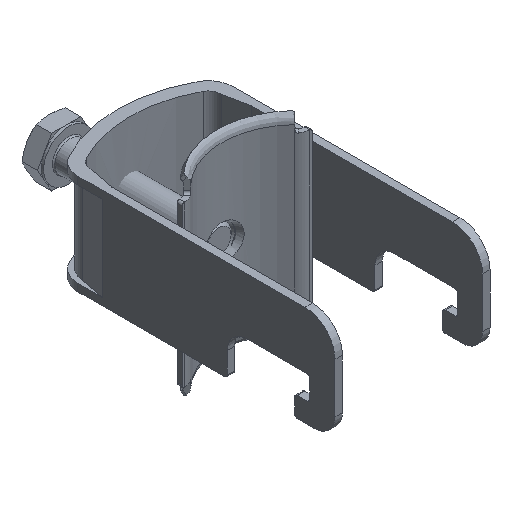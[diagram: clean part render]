
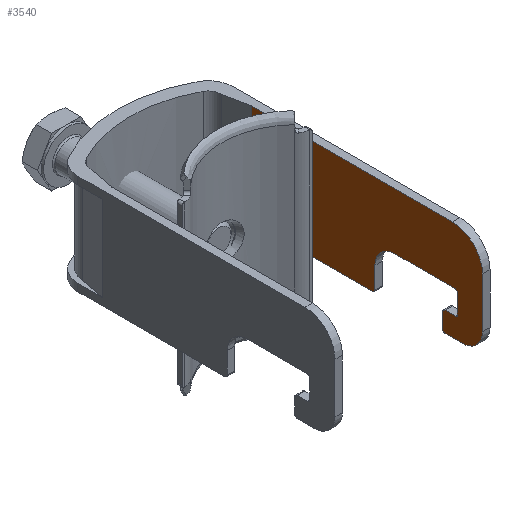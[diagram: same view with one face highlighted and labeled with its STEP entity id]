
A CAD part, isometric view. The second image highlights one B-rep face of the part: STEP entity #3540.
In plain terms, the highlighted planar face has unit normal (-1, 0, 0).
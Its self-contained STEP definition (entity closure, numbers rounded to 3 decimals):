
#126 = CARTESIAN_POINT ( 'NONE',  ( 14., 51., 9.5 ) ) ;
#145 = CARTESIAN_POINT ( 'NONE',  ( 14., 51.5, 6. ) ) ;
#146 = CARTESIAN_POINT ( 'NONE',  ( 14., 53.6, 6. ) ) ;
#148 = CARTESIAN_POINT ( 'NONE',  ( 14., 54., 1.85 ) ) ;
#150 = CARTESIAN_POINT ( 'NONE',  ( 14., 41.497, 1.25 ) ) ;
#151 = CARTESIAN_POINT ( 'NONE',  ( 14., 54., 5.6 ) ) ;
#152 = CARTESIAN_POINT ( 'NONE',  ( 14., 37.5, 5.247 ) ) ;
#153 = CARTESIAN_POINT ( 'NONE',  ( 14., 37.5, 9.5 ) ) ;
#155 = CARTESIAN_POINT ( 'NONE',  ( 14., 53.4, 1.25 ) ) ;
#159 = CARTESIAN_POINT ( 'NONE',  ( 14., 51., 6.5 ) ) ;
#168 = CARTESIAN_POINT ( 'NONE',  ( 14., 37., 10. ) ) ;
#176 = CARTESIAN_POINT ( 'NONE',  ( 14., 12.816, 10. ) ) ;
#215 = CARTESIAN_POINT ( 'NONE',  ( 14., 59., -4. ) ) ;
#217 = CARTESIAN_POINT ( 'NONE',  ( 14., 59., 6. ) ) ;
#219 = CARTESIAN_POINT ( 'NONE',  ( 14., 12.816, -10. ) ) ;
#230 = CARTESIAN_POINT ( 'NONE',  ( 14., 55., 10. ) ) ;
#231 = CARTESIAN_POINT ( 'NONE',  ( 14., 51.5, 10. ) ) ;
#232 = CARTESIAN_POINT ( 'NONE',  ( 14., 53., -10. ) ) ;
#581 = AXIS2_PLACEMENT_3D ( 'NONE', #1196, #1205, #1206 ) ;
#786 = EDGE_CURVE ( 'NONE', #3114, #3113, #2802, .T. ) ;
#801 = EDGE_CURVE ( 'NONE', #3102, #3115, #2779, .T. ) ;
#802 = EDGE_CURVE ( 'NONE', #3100, #3098, #2776, .T. ) ;
#863 = EDGE_CURVE ( 'NONE', #3059, #3051, #2679, .T. ) ;
#885 = EDGE_CURVE ( 'NONE', #3113, #3100, #2646, .T. ) ;
#886 = EDGE_CURVE ( 'NONE', #3115, #3098, #2644, .T. ) ;
#887 = EDGE_CURVE ( 'NONE', #3102, #3059, #2643, .T. ) ;
#888 = EDGE_CURVE ( 'NONE', #3036, #3051, #2642, .T. ) ;
#889 = EDGE_CURVE ( 'NONE', #3035, #3036, #2640, .T. ) ;
#890 = EDGE_CURVE ( 'NONE', #3035, #3033, #2639, .T. ) ;
#891 = EDGE_CURVE ( 'NONE', #3038, #3033, #2637, .T. ) ;
#892 = EDGE_CURVE ( 'NONE', #3038, #3031, #2636, .T. ) ;
#893 = EDGE_CURVE ( 'NONE', #3034, #3031, #2634, .T. ) ;
#894 = EDGE_CURVE ( 'NONE', #3034, #3029, #2633, .T. ) ;
#895 = EDGE_CURVE ( 'NONE', #3029, #3028, #2631, .T. ) ;
#896 = EDGE_CURVE ( 'NONE', #3042, #3028, #2630, .T. ) ;
#897 = EDGE_CURVE ( 'NONE', #3042, #3027, #2628, .T. ) ;
#898 = EDGE_CURVE ( 'NONE', #3114, #3027, #2627, .T. ) ;
#1040 = CARTESIAN_POINT ( 'NONE',  ( 14., 53.6, 5.6 ) ) ;
#1196 = CARTESIAN_POINT ( 'NONE',  ( 14., 59., 10. ) ) ;
#1203 = PLANE ( 'NONE',  #581 ) ;
#1205 = DIRECTION ( 'NONE',  ( -1., 0., 0. ) ) ;
#1206 = DIRECTION ( 'NONE',  ( 0., -1., 0. ) ) ;
#1625 = DIRECTION ( 'NONE',  ( 1., 0., 0. ) ) ;
#1626 = CARTESIAN_POINT ( 'NONE',  ( 14., 51., 10. ) ) ;
#1627 = DIRECTION ( 'NONE',  ( 0., -1., 0. ) ) ;
#1628 = CARTESIAN_POINT ( 'NONE',  ( 14., 53.4, 1.85 ) ) ;
#1629 = CARTESIAN_POINT ( 'NONE',  ( 14., 59., 1.25 ) ) ;
#1630 = CARTESIAN_POINT ( 'NONE',  ( 14., 37., 9.5 ) ) ;
#1631 = DIRECTION ( 'NONE',  ( 0., -1., 0. ) ) ;
#1632 = DIRECTION ( 'NONE',  ( 1., 0., 0. ) ) ;
#1633 = DIRECTION ( 'NONE',  ( 0., -1., 0. ) ) ;
#1634 = CARTESIAN_POINT ( 'NONE',  ( 14., 54., 10. ) ) ;
#1635 = DIRECTION ( 'NONE',  ( 0., 0., -1. ) ) ;
#1636 = DIRECTION ( 'NONE',  ( 1., 0., 0. ) ) ;
#1637 = CARTESIAN_POINT ( 'NONE',  ( 14., 41.497, 5.247 ) ) ;
#1638 = DIRECTION ( 'NONE',  ( 0., -1., 0. ) ) ;
#1639 = CARTESIAN_POINT ( 'NONE',  ( 14., 59., 6. ) ) ;
#1640 = DIRECTION ( 'NONE',  ( 0., -1., 0. ) ) ;
#1641 = DIRECTION ( 'NONE',  ( 0., -1., 0. ) ) ;
#1642 = DIRECTION ( 'NONE',  ( 1., 0., 0. ) ) ;
#1643 = CARTESIAN_POINT ( 'NONE',  ( 14., 53., -4. ) ) ;
#1646 = DIRECTION ( 'NONE',  ( 0., 0., 1. ) ) ;
#1648 = CARTESIAN_POINT ( 'NONE',  ( 14., 37.5, 10. ) ) ;
#1649 = DIRECTION ( 'NONE',  ( 0., -1., 0. ) ) ;
#1650 = DIRECTION ( 'NONE',  ( -1., 0., 0. ) ) ;
#1652 = CARTESIAN_POINT ( 'NONE',  ( 14., 55., 6. ) ) ;
#1653 = DIRECTION ( 'NONE',  ( 0., 0., 1. ) ) ;
#1657 = CARTESIAN_POINT ( 'NONE',  ( 14., 12.816, -8.5 ) ) ;
#1674 = CARTESIAN_POINT ( 'NONE',  ( 14., 59., 10. ) ) ;
#1688 = DIRECTION ( 'NONE',  ( 0., 0., -1. ) ) ;
#1689 = CARTESIAN_POINT ( 'NONE',  ( 14., 59., 10. ) ) ;
#1690 = DIRECTION ( 'NONE',  ( 0., 1., 0. ) ) ;
#1695 = CARTESIAN_POINT ( 'NONE',  ( 14., 59., -10. ) ) ;
#1726 = DIRECTION ( 'NONE',  ( 0., 1., 0. ) ) ;
#1871 = DIRECTION ( 'NONE',  ( 0., 1., 0. ) ) ;
#1872 = CARTESIAN_POINT ( 'NONE',  ( 14., 59., 10. ) ) ;
#2019 = AXIS2_PLACEMENT_3D ( 'NONE', #1652, #1650, #1649 ) ;
#2020 = AXIS2_PLACEMENT_3D ( 'NONE', #1643, #1642, #1641 ) ;
#2021 = AXIS2_PLACEMENT_3D ( 'NONE', #1630, #1632, #1633 ) ;
#2022 = AXIS2_PLACEMENT_3D ( 'NONE', #1637, #1636, #1638 ) ;
#2023 = AXIS2_PLACEMENT_3D ( 'NONE', #1628, #1625, #1627 ) ;
#2024 = AXIS2_PLACEMENT_3D ( 'NONE', #1040, #3909, #3910 ) ;
#2025 = AXIS2_PLACEMENT_3D ( 'NONE', #3912, #3913, #3914 ) ;
#2026 = AXIS2_PLACEMENT_3D ( 'NONE', #3916, #3917, #3918 ) ;
#2292 = FACE_OUTER_BOUND ( 'NONE', #2960, .T. ) ;
#2626 = VECTOR ( 'NONE', #3911, 1000. ) ;
#2627 = CIRCLE ( 'NONE', #2026, 0.5 ) ;
#2628 = LINE ( 'NONE', #1626, #2626 ) ;
#2629 = VECTOR ( 'NONE', #1640, 1000. ) ;
#2630 = CIRCLE ( 'NONE', #2025, 0.5 ) ;
#2631 = LINE ( 'NONE', #1639, #2629 ) ;
#2632 = VECTOR ( 'NONE', #1635, 1000. ) ;
#2633 = CIRCLE ( 'NONE', #2024, 0.4 ) ;
#2634 = LINE ( 'NONE', #1634, #2632 ) ;
#2635 = VECTOR ( 'NONE', #1631, 1000. ) ;
#2636 = CIRCLE ( 'NONE', #2023, 0.6 ) ;
#2637 = LINE ( 'NONE', #1629, #2635 ) ;
#2638 = VECTOR ( 'NONE', #1646, 1000. ) ;
#2639 = CIRCLE ( 'NONE', #2022, 3.997 ) ;
#2640 = LINE ( 'NONE', #1648, #2638 ) ;
#2641 = VECTOR ( 'NONE', #1653, 1000. ) ;
#2642 = CIRCLE ( 'NONE', #2021, 0.5 ) ;
#2643 = LINE ( 'NONE', #1657, #2641 ) ;
#2644 = CIRCLE ( 'NONE', #2020, 6. ) ;
#2646 = CIRCLE ( 'NONE', #2019, 4. ) ;
#2676 = VECTOR ( 'NONE', #1871, 1000. ) ;
#2679 = LINE ( 'NONE', #1872, #2676 ) ;
#2773 = VECTOR ( 'NONE', #1688, 1000. ) ;
#2775 = VECTOR ( 'NONE', #1690, 1000. ) ;
#2776 = LINE ( 'NONE', #1689, #2773 ) ;
#2779 = LINE ( 'NONE', #1695, #2775 ) ;
#2799 = VECTOR ( 'NONE', #1726, 1000. ) ;
#2802 = LINE ( 'NONE', #1674, #2799 ) ;
#2960 = EDGE_LOOP ( 'NONE', ( #3375, #3374, #3373, #3372, #3371, #3370, #3369, #3368, #3367, #3366, #3365, #3364, #3363, #3362, #3361, #3360, #3359, #3358 ) ) ;
#3027 = VERTEX_POINT ( 'NONE', #126 ) ;
#3028 = VERTEX_POINT ( 'NONE', #145 ) ;
#3029 = VERTEX_POINT ( 'NONE', #146 ) ;
#3031 = VERTEX_POINT ( 'NONE', #148 ) ;
#3033 = VERTEX_POINT ( 'NONE', #150 ) ;
#3034 = VERTEX_POINT ( 'NONE', #151 ) ;
#3035 = VERTEX_POINT ( 'NONE', #152 ) ;
#3036 = VERTEX_POINT ( 'NONE', #153 ) ;
#3038 = VERTEX_POINT ( 'NONE', #155 ) ;
#3042 = VERTEX_POINT ( 'NONE', #159 ) ;
#3051 = VERTEX_POINT ( 'NONE', #168 ) ;
#3059 = VERTEX_POINT ( 'NONE', #176 ) ;
#3098 = VERTEX_POINT ( 'NONE', #215 ) ;
#3100 = VERTEX_POINT ( 'NONE', #217 ) ;
#3102 = VERTEX_POINT ( 'NONE', #219 ) ;
#3113 = VERTEX_POINT ( 'NONE', #230 ) ;
#3114 = VERTEX_POINT ( 'NONE', #231 ) ;
#3115 = VERTEX_POINT ( 'NONE', #232 ) ;
#3358 = ORIENTED_EDGE ( 'NONE', *, *, #898, .F. ) ;
#3359 = ORIENTED_EDGE ( 'NONE', *, *, #897, .T. ) ;
#3360 = ORIENTED_EDGE ( 'NONE', *, *, #896, .F. ) ;
#3361 = ORIENTED_EDGE ( 'NONE', *, *, #895, .T. ) ;
#3362 = ORIENTED_EDGE ( 'NONE', *, *, #894, .T. ) ;
#3363 = ORIENTED_EDGE ( 'NONE', *, *, #893, .F. ) ;
#3364 = ORIENTED_EDGE ( 'NONE', *, *, #892, .T. ) ;
#3365 = ORIENTED_EDGE ( 'NONE', *, *, #891, .F. ) ;
#3366 = ORIENTED_EDGE ( 'NONE', *, *, #890, .T. ) ;
#3367 = ORIENTED_EDGE ( 'NONE', *, *, #889, .F. ) ;
#3368 = ORIENTED_EDGE ( 'NONE', *, *, #888, .F. ) ;
#3369 = ORIENTED_EDGE ( 'NONE', *, *, #863, .T. ) ;
#3370 = ORIENTED_EDGE ( 'NONE', *, *, #887, .T. ) ;
#3371 = ORIENTED_EDGE ( 'NONE', *, *, #801, .F. ) ;
#3372 = ORIENTED_EDGE ( 'NONE', *, *, #886, .F. ) ;
#3373 = ORIENTED_EDGE ( 'NONE', *, *, #802, .T. ) ;
#3374 = ORIENTED_EDGE ( 'NONE', *, *, #885, .T. ) ;
#3375 = ORIENTED_EDGE ( 'NONE', *, *, #786, .T. ) ;
#3540 = ADVANCED_FACE ( 'NONE', ( #2292 ), #1203, .T. ) ;
#3909 = DIRECTION ( 'NONE',  ( 1., 0., 0. ) ) ;
#3910 = DIRECTION ( 'NONE',  ( 0., -1., 0. ) ) ;
#3911 = DIRECTION ( 'NONE',  ( 0., 0., 1. ) ) ;
#3912 = CARTESIAN_POINT ( 'NONE',  ( 14., 51.5, 6.5 ) ) ;
#3913 = DIRECTION ( 'NONE',  ( 1., 0., 0. ) ) ;
#3914 = DIRECTION ( 'NONE',  ( 0., -1., 0. ) ) ;
#3916 = CARTESIAN_POINT ( 'NONE',  ( 14., 51.5, 9.5 ) ) ;
#3917 = DIRECTION ( 'NONE',  ( 1., 0., 0. ) ) ;
#3918 = DIRECTION ( 'NONE',  ( 0., -1., 0. ) ) ;
